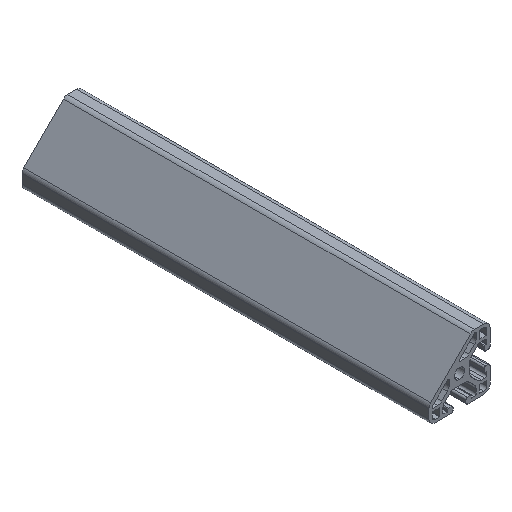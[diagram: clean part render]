
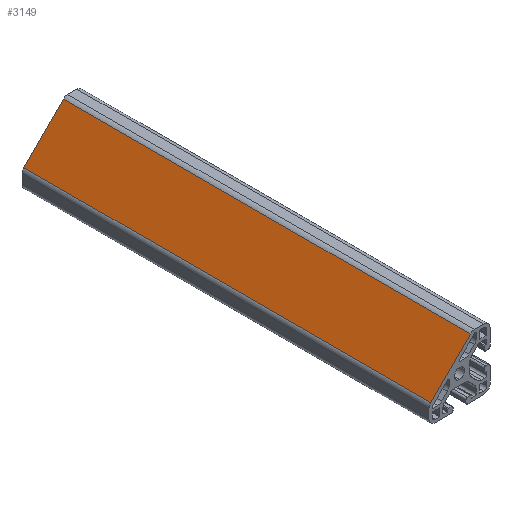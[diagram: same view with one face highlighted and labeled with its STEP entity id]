
A CAD part, isometric view. The second image highlights one B-rep face of the part: STEP entity #3149.
In plain terms, the highlighted planar face has unit normal (-0.707, 0, 0.707).
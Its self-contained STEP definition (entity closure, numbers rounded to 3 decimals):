
#148 = VECTOR ( 'NONE', #2623, 1000. ) ;
#292 = LINE ( 'NONE', #1336, #3116 ) ;
#298 = DIRECTION ( 'NONE',  ( 0., 1., 0. ) ) ;
#363 = CARTESIAN_POINT ( 'NONE',  ( 5.335, 0., 14.121 ) ) ;
#530 = VECTOR ( 'NONE', #298, 1000. ) ;
#552 = FACE_OUTER_BOUND ( 'NONE', #3632, .T. ) ;
#882 = EDGE_CURVE ( 'NONE', #3867, #2062, #2380, .T. ) ;
#919 = VERTEX_POINT ( 'NONE', #3855 ) ;
#1023 = ORIENTED_EDGE ( 'NONE', *, *, #2110, .T. ) ;
#1110 = ORIENTED_EDGE ( 'NONE', *, *, #1779, .T. ) ;
#1230 = CARTESIAN_POINT ( 'NONE',  ( 5.335, 200., 14.121 ) ) ;
#1240 = CARTESIAN_POINT ( 'NONE',  ( -14.121, 0., -5.335 ) ) ;
#1307 = DIRECTION ( 'NONE',  ( 0.707, 0., 0.707 ) ) ;
#1336 = CARTESIAN_POINT ( 'NONE',  ( -14.121, 0., -5.335 ) ) ;
#1430 = VERTEX_POINT ( 'NONE', #1736 ) ;
#1451 = CARTESIAN_POINT ( 'NONE',  ( -14.121, 200., -5.335 ) ) ;
#1736 = CARTESIAN_POINT ( 'NONE',  ( -14.121, 0., -5.335 ) ) ;
#1754 = ORIENTED_EDGE ( 'NONE', *, *, #882, .T. ) ;
#1779 = EDGE_CURVE ( 'NONE', #1430, #3867, #292, .T. ) ;
#2062 = VERTEX_POINT ( 'NONE', #1230 ) ;
#2110 = EDGE_CURVE ( 'NONE', #919, #1430, #3817, .T. ) ;
#2332 = VECTOR ( 'NONE', #3057, 1000. ) ;
#2367 = CARTESIAN_POINT ( 'NONE',  ( 5.335, 0., 14.121 ) ) ;
#2380 = LINE ( 'NONE', #2367, #530 ) ;
#2532 = DIRECTION ( 'NONE',  ( 0.707, 0., 0.707 ) ) ;
#2546 = LINE ( 'NONE', #1451, #148 ) ;
#2616 = ORIENTED_EDGE ( 'NONE', *, *, #3410, .T. ) ;
#2623 = DIRECTION ( 'NONE',  ( -0.707, 0., -0.707 ) ) ;
#2974 = AXIS2_PLACEMENT_3D ( 'NONE', #3133, #3115, #2532 ) ;
#3057 = DIRECTION ( 'NONE',  ( 0., -1., 0. ) ) ;
#3115 = DIRECTION ( 'NONE',  ( -0.707, 0., 0.707 ) ) ;
#3116 = VECTOR ( 'NONE', #1307, 1000. ) ;
#3133 = CARTESIAN_POINT ( 'NONE',  ( -14.121, 0., -5.335 ) ) ;
#3149 = ADVANCED_FACE ( 'NONE', ( #552 ), #3702, .T. ) ;
#3410 = EDGE_CURVE ( 'NONE', #2062, #919, #2546, .T. ) ;
#3632 = EDGE_LOOP ( 'NONE', ( #1110, #1754, #2616, #1023 ) ) ;
#3702 = PLANE ( 'NONE',  #2974 ) ;
#3817 = LINE ( 'NONE', #1240, #2332 ) ;
#3855 = CARTESIAN_POINT ( 'NONE',  ( -14.121, 200., -5.335 ) ) ;
#3867 = VERTEX_POINT ( 'NONE', #363 ) ;
